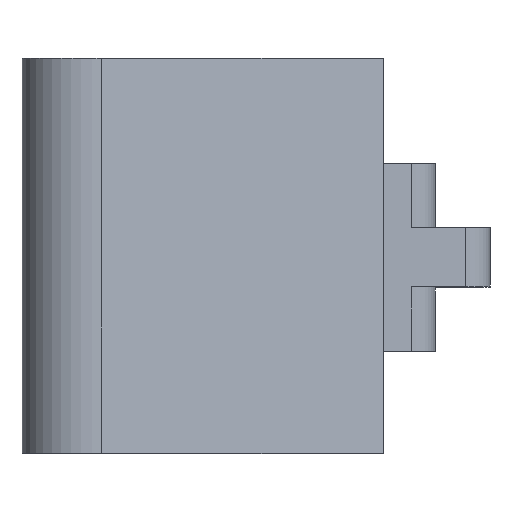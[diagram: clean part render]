
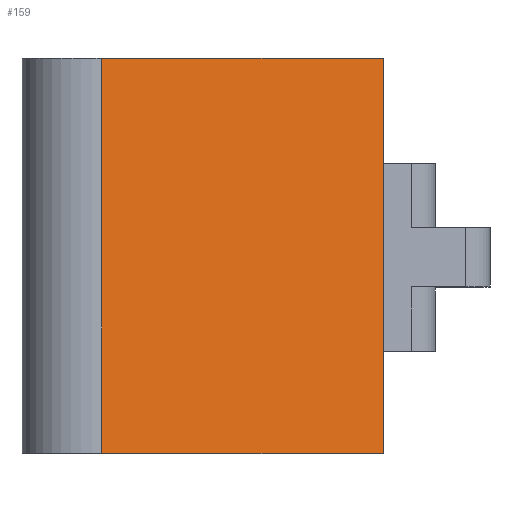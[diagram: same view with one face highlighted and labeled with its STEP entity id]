
A CAD part, top view. The second image highlights one B-rep face of the part: STEP entity #159.
In plain terms, the highlighted planar face has unit normal (0.342, 0, 0.94).
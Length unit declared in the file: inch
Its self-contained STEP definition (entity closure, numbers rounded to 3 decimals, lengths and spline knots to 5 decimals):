
#123=PLANE('',#1041);
#159=ADVANCED_FACE('',(#221),#123,.F.);
#221=FACE_OUTER_BOUND('',#272,.T.);
#272=EDGE_LOOP('',(#477,#478,#479,#480));
#477=ORIENTED_EDGE('',*,*,#772,.T.);
#478=ORIENTED_EDGE('',*,*,#773,.T.);
#479=ORIENTED_EDGE('',*,*,#774,.F.);
#480=ORIENTED_EDGE('',*,*,#694,.T.);
#606=VERTEX_POINT('',#1373);
#607=VERTEX_POINT('',#1375);
#659=VERTEX_POINT('',#1521);
#660=VERTEX_POINT('',#1523);
#694=EDGE_CURVE('',#607,#606,#819,.T.);
#772=EDGE_CURVE('',#606,#659,#873,.T.);
#773=EDGE_CURVE('',#659,#660,#874,.T.);
#774=EDGE_CURVE('',#607,#660,#875,.T.);
#819=LINE('',#1374,#916);
#873=LINE('',#1520,#970);
#874=LINE('',#1522,#971);
#875=LINE('',#1524,#972);
#916=VECTOR('',#1106,1.);
#970=VECTOR('',#1240,1.);
#971=VECTOR('',#1241,1.);
#972=VECTOR('',#1242,1.);
#1041=AXIS2_PLACEMENT_3D('',#1525,#1243,#1244);
#1106=DIRECTION('',(0.,1.,0.));
#1240=DIRECTION('',(-0.94,0.,0.342));
#1241=DIRECTION('',(0.,-1.,0.));
#1242=DIRECTION('',(-0.94,0.,0.342));
#1243=DIRECTION('',(-0.342,0.,-0.94));
#1244=DIRECTION('',(-0.94,0.,0.342));
#1373=CARTESIAN_POINT('',(-0.07462,0.13937,0.47124));
#1374=CARTESIAN_POINT('',(-0.07462,-0.06063,0.47124));
#1375=CARTESIAN_POINT('',(-0.07462,-0.06063,0.47124));
#1520=CARTESIAN_POINT('',(-0.07462,0.13937,0.47124));
#1521=CARTESIAN_POINT('',(-0.21736,0.13937,0.52319));
#1522=CARTESIAN_POINT('',(-0.21736,-0.06063,0.52319));
#1523=CARTESIAN_POINT('',(-0.21736,-0.06063,0.52319));
#1524=CARTESIAN_POINT('',(-0.07462,-0.06063,0.47124));
#1525=CARTESIAN_POINT('',(-0.07462,-0.06063,0.47124));
